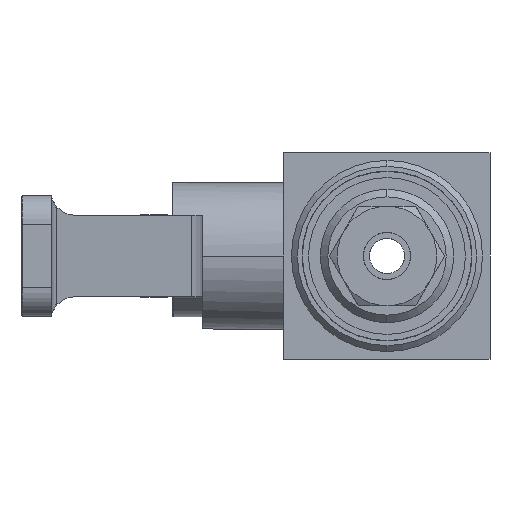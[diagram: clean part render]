
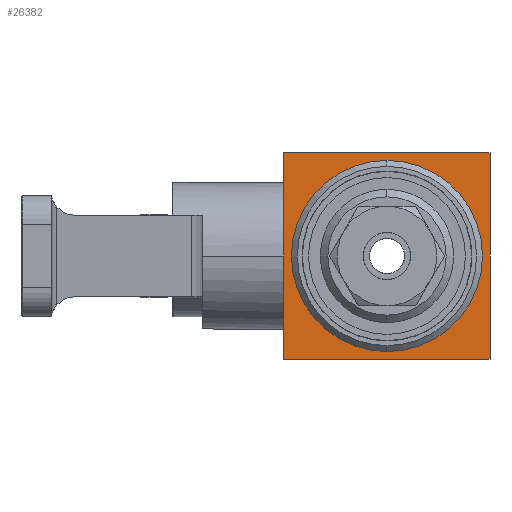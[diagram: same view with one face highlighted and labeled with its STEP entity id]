
A CAD part, left-side view. The second image highlights one B-rep face of the part: STEP entity #26382.
In plain terms, the highlighted planar face has unit normal (-1, 0, 0).
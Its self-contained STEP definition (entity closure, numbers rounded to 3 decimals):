
#2135 = VERTEX_POINT ( 'NONE', #21934 ) ;
#2197 = ORIENTED_EDGE ( 'NONE', *, *, #8377, .T. ) ;
#3610 = EDGE_LOOP ( 'NONE', ( #18828, #25675 ) ) ;
#4280 = EDGE_CURVE ( 'NONE', #38118, #35027, #25811, .T. ) ;
#4826 = AXIS2_PLACEMENT_3D ( 'NONE', #16657, #35230, #13120 ) ;
#5476 = VERTEX_POINT ( 'NONE', #17675 ) ;
#7090 = EDGE_CURVE ( 'NONE', #28985, #34674, #42948, .T. ) ;
#7525 = DIRECTION ( 'NONE',  ( 0., 1., 0. ) ) ;
#8147 = CIRCLE ( 'NONE', #20952, 16.326 ) ;
#8377 = EDGE_CURVE ( 'NONE', #34674, #5476, #44920, .T. ) ;
#8410 = LINE ( 'NONE', #18926, #35632 ) ;
#8517 = CARTESIAN_POINT ( 'NONE',  ( -16.055, -17.6, 17.6 ) ) ;
#8601 = EDGE_CURVE ( 'NONE', #5476, #2135, #8410, .T. ) ;
#11128 = CARTESIAN_POINT ( 'NONE',  ( -16.055, 0., 17.6 ) ) ;
#11345 = DIRECTION ( 'NONE',  ( 0., 0., -1. ) ) ;
#12176 = EDGE_CURVE ( 'NONE', #35027, #38118, #8147, .T. ) ;
#12708 = DIRECTION ( 'NONE',  ( -1., 0., 0. ) ) ;
#13120 = DIRECTION ( 'NONE',  ( 0., 0., 1. ) ) ;
#13437 = VECTOR ( 'NONE', #22225, 1000. ) ;
#15376 = DIRECTION ( 'NONE',  ( -1., 0., 0. ) ) ;
#15413 = VECTOR ( 'NONE', #7525, 1000. ) ;
#16657 = CARTESIAN_POINT ( 'NONE',  ( -16.055, 0., 0. ) ) ;
#17287 = ORIENTED_EDGE ( 'NONE', *, *, #30211, .T. ) ;
#17527 = LINE ( 'NONE', #23507, #33730 ) ;
#17675 = CARTESIAN_POINT ( 'NONE',  ( -16.055, 17.6, 17.6 ) ) ;
#18828 = ORIENTED_EDGE ( 'NONE', *, *, #4280, .F. ) ;
#18926 = CARTESIAN_POINT ( 'NONE',  ( -16.055, 17.6, 0. ) ) ;
#20952 = AXIS2_PLACEMENT_3D ( 'NONE', #37525, #15376, #41249 ) ;
#21934 = CARTESIAN_POINT ( 'NONE',  ( -16.055, 17.6, -17.6 ) ) ;
#22225 = DIRECTION ( 'NONE',  ( 0., 0., 1. ) ) ;
#23507 = CARTESIAN_POINT ( 'NONE',  ( -16.055, 0., -17.6 ) ) ;
#25478 = CARTESIAN_POINT ( 'NONE',  ( -16.055, 0., 16.326 ) ) ;
#25675 = ORIENTED_EDGE ( 'NONE', *, *, #12176, .F. ) ;
#25811 = CIRCLE ( 'NONE', #43793, 16.326 ) ;
#26097 = CARTESIAN_POINT ( 'NONE',  ( -16.055, -17.6, 0. ) ) ;
#26382 = ADVANCED_FACE ( 'NONE', ( #37731, #47592 ), #46261, .T. ) ;
#28985 = VERTEX_POINT ( 'NONE', #45131 ) ;
#29514 = CARTESIAN_POINT ( 'NONE',  ( -16.055, 0., -16.326 ) ) ;
#30211 = EDGE_CURVE ( 'NONE', #2135, #28985, #17527, .T. ) ;
#30870 = EDGE_LOOP ( 'NONE', ( #2197, #35358, #17287, #35611 ) ) ;
#33730 = VECTOR ( 'NONE', #41973, 1000. ) ;
#34674 = VERTEX_POINT ( 'NONE', #8517 ) ;
#34822 = CARTESIAN_POINT ( 'NONE',  ( -16.055, 0., 0. ) ) ;
#35027 = VERTEX_POINT ( 'NONE', #25478 ) ;
#35230 = DIRECTION ( 'NONE',  ( -1., 0., 0. ) ) ;
#35358 = ORIENTED_EDGE ( 'NONE', *, *, #8601, .T. ) ;
#35611 = ORIENTED_EDGE ( 'NONE', *, *, #7090, .T. ) ;
#35632 = VECTOR ( 'NONE', #11345, 1000. ) ;
#37525 = CARTESIAN_POINT ( 'NONE',  ( -16.055, 0., 0. ) ) ;
#37731 = FACE_BOUND ( 'NONE', #3610, .T. ) ;
#38118 = VERTEX_POINT ( 'NONE', #29514 ) ;
#38552 = DIRECTION ( 'NONE',  ( 0., 0., -1. ) ) ;
#41249 = DIRECTION ( 'NONE',  ( 0., 0., -1. ) ) ;
#41973 = DIRECTION ( 'NONE',  ( 0., -1., 0. ) ) ;
#42948 = LINE ( 'NONE', #26097, #13437 ) ;
#43793 = AXIS2_PLACEMENT_3D ( 'NONE', #34822, #12708, #38552 ) ;
#44920 = LINE ( 'NONE', #11128, #15413 ) ;
#45131 = CARTESIAN_POINT ( 'NONE',  ( -16.055, -17.6, -17.6 ) ) ;
#46261 = PLANE ( 'NONE',  #4826 ) ;
#47592 = FACE_OUTER_BOUND ( 'NONE', #30870, .T. ) ;
